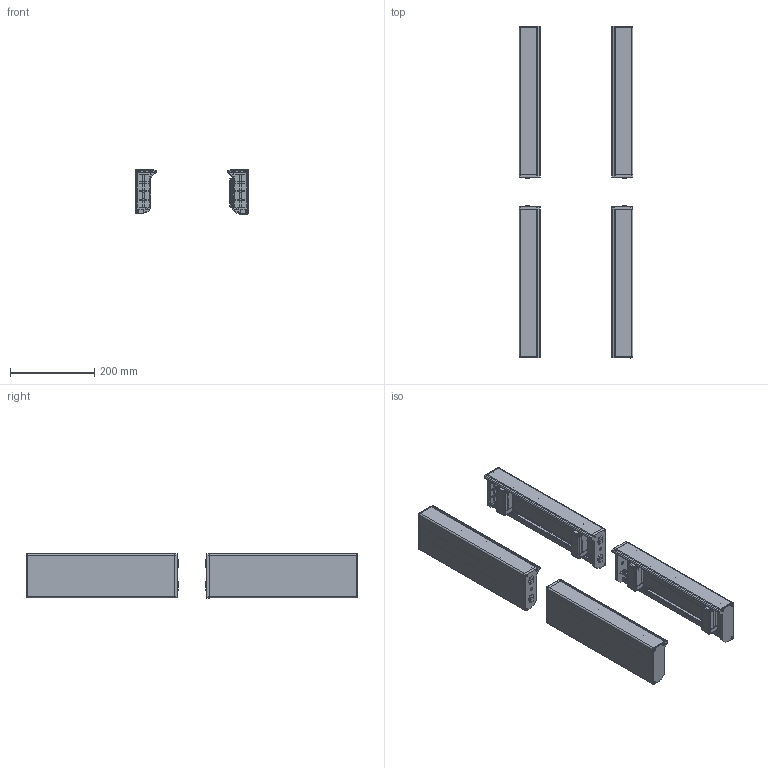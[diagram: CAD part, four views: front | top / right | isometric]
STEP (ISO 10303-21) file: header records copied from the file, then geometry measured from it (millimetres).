
FILE_DESCRIPTION (( 'STEP AP214' ), '1' );
FILE_NAME ('MZ-T4P-TRX.STEP', '2020-09-29T17:54:01', ( '' ), ( '' ), 'SwSTEP 2.0', 'SolidWorks 2019', '' );
FILE_SCHEMA (( 'AUTOMOTIVE_DESIGN' ));
Length unit declared in the file: millimetre
Products named in the file (5): MZ-T4P-TRX - 4; MZ-T4P-TRX - 3; MZ-T4P-TRX - 2; MZ-T4P-TRX; MZ-T4P-TRX - 1
Assembly tree (4 placements, depth 2):
  MZ-T4P-TRX
    MZ-T4P-TRX - 1
    MZ-T4P-TRX - 2
    MZ-T4P-TRX - 3
    MZ-T4P-TRX - 4
Bounding box: 270.4 x 789.17 x 106 mm (x, y, z)
Volume: 1040476.5 mm3; surface area: 897519.6 mm2
Topology: 152 solids, 152 shells, 5853 faces, 14971 edges, 9520 vertices
Faces by surface type: plane 2738, cylinder 2315, bspline 561, cone 128, torus 111
Full cylindrical faces by diameter (mm): 2.5 x32, 3 x32, 3.5 x16, 3.6 x24, 4 x8, 4.5 x4, 5 x55, 5.5 x16, 6.4 x16, 7 x12, 7.5 x4, 10 x20, 12 x16
Entity records: 198197 total; most frequent: CARTESIAN_POINT 57533, ORIENTED_EDGE 28888, DIRECTION 28744, EDGE_CURVE 14444, AXIS2_PLACEMENT_3D 10046, VERTEX_POINT 9400, VECTOR 8652, LINE 8652
